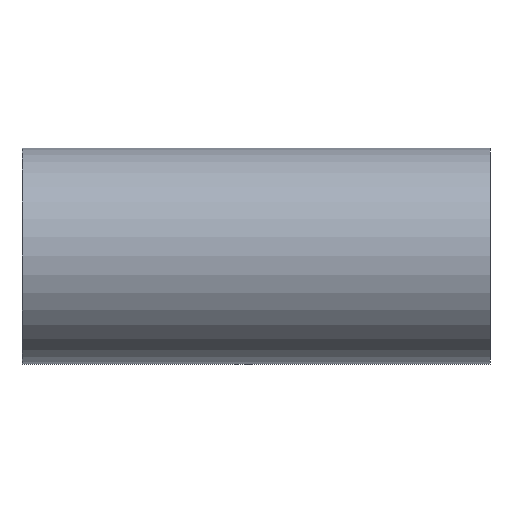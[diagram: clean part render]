
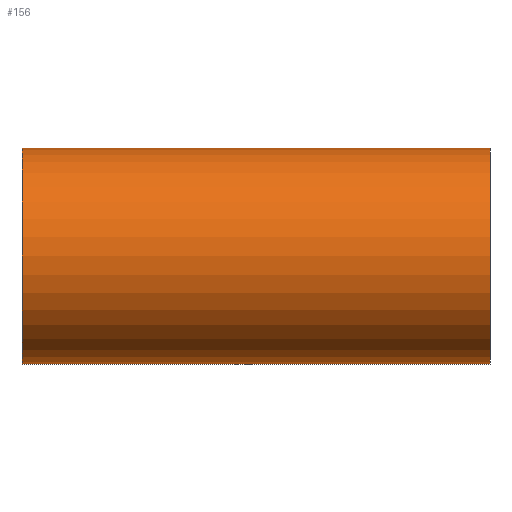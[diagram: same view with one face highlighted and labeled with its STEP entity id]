
A CAD part, front view. The second image highlights one B-rep face of the part: STEP entity #156.
In plain terms, the highlighted cylindrical face has radius 38.1 mm (diameter 76.2 mm), a full revolution.
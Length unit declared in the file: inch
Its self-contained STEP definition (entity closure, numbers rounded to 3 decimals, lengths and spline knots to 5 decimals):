
#18=FACE_BOUND('',#48,.T.);
#25=LINE('',#439,#30);
#30=VECTOR('',#216,1.5);
#34=CYLINDRICAL_SURFACE('',#185,1.5);
#39=FACE_OUTER_BOUND('',#47,.T.);
#47=EDGE_LOOP('',(#123,#124,#125,#126,#127,#128));
#48=EDGE_LOOP('',(#129));
#60=B_SPLINE_CURVE_WITH_KNOTS('',3,(#402,#403,#404,#405,#406,#407,#408,
#409,#410,#411,#412,#413,#414,#415,#416,#417,#418,#419,#420,#421,#422,#423,
#424,#425,#426),.UNSPECIFIED.,.T.,.F.,(4,1,1,1,1,1,1,1,1,1,1,1,1,1,1,1,
1,1,1,1,1,1,4),(-15.9454,-15.37592,-14.80644,-13.66748,
-12.90818,-12.14887,-11.38957,-10.63026,
-9.87096,-9.11165,-8.35235,-7.59305,
-6.83374,-6.45409,-6.07444,-5.31513,
-4.55583,-3.79652,-3.03722,-2.27791,
-1.13896,-0.56948,0.),.UNSPECIFIED.);
#65=CIRCLE('',#186,1.5);
#66=CIRCLE('',#187,1.5);
#67=CIRCLE('',#188,1.5);
#68=CIRCLE('',#189,1.5);
#74=VERTEX_POINT('',#369);
#79=VERTEX_POINT('',#434);
#80=VERTEX_POINT('',#435);
#81=VERTEX_POINT('',#438);
#82=VERTEX_POINT('',#440);
#93=EDGE_CURVE('',#74,#74,#60,.T.);
#97=EDGE_CURVE('',#79,#80,#65,.T.);
#98=EDGE_CURVE('',#80,#79,#66,.T.);
#99=EDGE_CURVE('',#80,#81,#25,.T.);
#100=EDGE_CURVE('',#81,#82,#67,.T.);
#101=EDGE_CURVE('',#82,#81,#68,.T.);
#123=ORIENTED_EDGE('',*,*,#97,.F.);
#124=ORIENTED_EDGE('',*,*,#98,.F.);
#125=ORIENTED_EDGE('',*,*,#99,.T.);
#126=ORIENTED_EDGE('',*,*,#100,.T.);
#127=ORIENTED_EDGE('',*,*,#101,.T.);
#128=ORIENTED_EDGE('',*,*,#99,.F.);
#129=ORIENTED_EDGE('',*,*,#93,.F.);
#156=ADVANCED_FACE('',(#39,#18),#34,.T.);
#185=AXIS2_PLACEMENT_3D('',#433,#210,#211);
#186=AXIS2_PLACEMENT_3D('',#436,#212,#213);
#187=AXIS2_PLACEMENT_3D('',#437,#214,#215);
#188=AXIS2_PLACEMENT_3D('',#441,#217,#218);
#189=AXIS2_PLACEMENT_3D('',#442,#219,#220);
#210=DIRECTION('center_axis',(-1.,0.,0.));
#211=DIRECTION('ref_axis',(0.,0.,1.));
#212=DIRECTION('center_axis',(-1.,0.,0.));
#213=DIRECTION('ref_axis',(0.,0.,1.));
#214=DIRECTION('center_axis',(-1.,0.,0.));
#215=DIRECTION('ref_axis',(0.,0.,1.));
#216=DIRECTION('',(1.,0.,0.));
#217=DIRECTION('center_axis',(-1.,0.,0.));
#218=DIRECTION('ref_axis',(0.,0.,1.));
#219=DIRECTION('center_axis',(-1.,0.,0.));
#220=DIRECTION('ref_axis',(0.,0.,1.));
#369=CARTESIAN_POINT('',(0.,1.09982,-1.02));
#402=CARTESIAN_POINT('Ctrl Pts',(0.,1.09982,-1.02));
#403=CARTESIAN_POINT('Ctrl Pts',(-0.08245,1.09982,-1.02));
#404=CARTESIAN_POINT('Ctrl Pts',(-0.24718,1.11754,-1.00129));
#405=CARTESIAN_POINT('Ctrl Pts',(-0.54694,1.20739,-0.89665));
#406=CARTESIAN_POINT('Ctrl Pts',(-0.80961,1.34293,-0.69498));
#407=CARTESIAN_POINT('Ctrl Pts',(-0.99934,1.45852,-0.39015));
#408=CARTESIAN_POINT('Ctrl Pts',(-1.07666,1.50943,-0.08106));
#409=CARTESIAN_POINT('Ctrl Pts',(-1.05016,1.49171,0.23994));
#410=CARTESIAN_POINT('Ctrl Pts',(-0.92723,1.41329,0.52792));
#411=CARTESIAN_POINT('Ctrl Pts',(-0.73051,1.3002,0.75991));
#412=CARTESIAN_POINT('Ctrl Pts',(-0.47614,1.18262,0.92808));
#413=CARTESIAN_POINT('Ctrl Pts',(-0.16881,1.09664,1.02378));
#414=CARTESIAN_POINT('Ctrl Pts',(0.16882,1.09631,1.02395));
#415=CARTESIAN_POINT('Ctrl Pts',(0.42496,1.16836,0.944));
#416=CARTESIAN_POINT('Ctrl Pts',(0.60319,1.24132,0.84405));
#417=CARTESIAN_POINT('Ctrl Pts',(0.7634,1.31913,0.72121));
#418=CARTESIAN_POINT('Ctrl Pts',(0.92714,1.41322,0.52796));
#419=CARTESIAN_POINT('Ctrl Pts',(1.05023,1.49177,0.23996));
#420=CARTESIAN_POINT('Ctrl Pts',(1.07661,1.50936,-0.081));
#421=CARTESIAN_POINT('Ctrl Pts',(0.99937,1.45855,-0.3902));
#422=CARTESIAN_POINT('Ctrl Pts',(0.8096,1.34294,-0.69492));
#423=CARTESIAN_POINT('Ctrl Pts',(0.54695,1.20739,-0.89667));
#424=CARTESIAN_POINT('Ctrl Pts',(0.24718,1.11754,-1.00128));
#425=CARTESIAN_POINT('Ctrl Pts',(0.08245,1.09982,-1.02));
#426=CARTESIAN_POINT('Ctrl Pts',(0.,1.09982,-1.02));
#433=CARTESIAN_POINT('Origin',(0.,0.,0.));
#434=CARTESIAN_POINT('',(-3.25,0.,1.5));
#435=CARTESIAN_POINT('',(-3.25,0.,-1.5));
#436=CARTESIAN_POINT('Origin',(-3.25,0.,0.));
#437=CARTESIAN_POINT('Origin',(-3.25,0.,0.));
#438=CARTESIAN_POINT('',(3.25,0.,-1.5));
#439=CARTESIAN_POINT('',(0.,0.,-1.5));
#440=CARTESIAN_POINT('',(3.25,0.,1.5));
#441=CARTESIAN_POINT('Origin',(3.25,0.,0.));
#442=CARTESIAN_POINT('Origin',(3.25,0.,0.));
